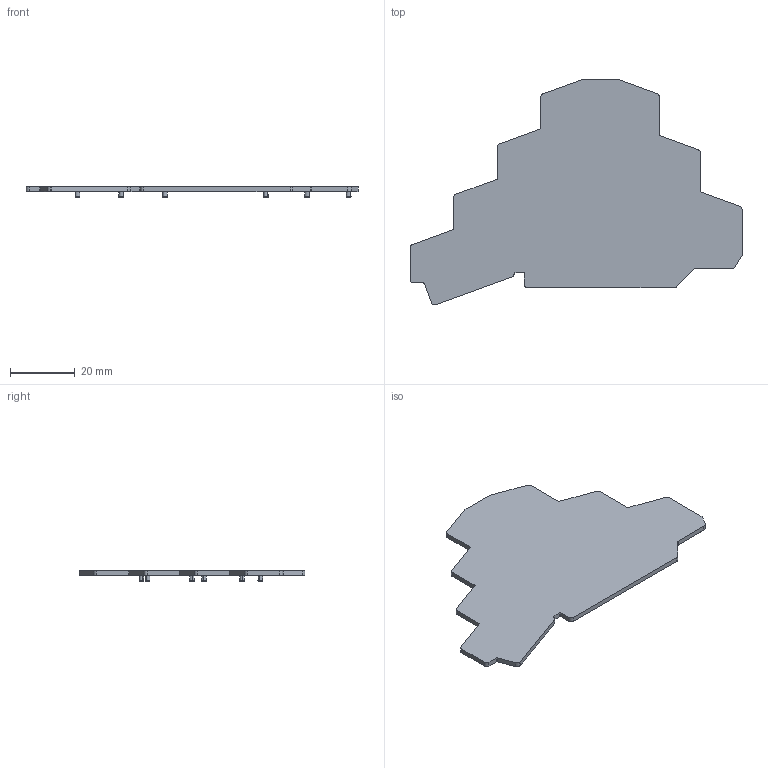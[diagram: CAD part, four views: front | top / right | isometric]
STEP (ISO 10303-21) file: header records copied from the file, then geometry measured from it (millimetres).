
FILE_DESCRIPTION((''),'2;1');
FILE_NAME('ZVMAK25_AP_STEP','2008-08-22T',('Stollb'),(''),'PRO/ENGINEER BY PARAMETRIC TECHNOLOGY CORPORATION, 2007390','PRO/ENGINEER BY PARAMETRIC TECHNOLOGY CORPORATION, 2007390','');
FILE_SCHEMA(('CONFIG_CONTROL_DESIGN'));
Length unit declared in the file: millimetre
Products named in the file (1): ZVMAK25_AP_STEP
Bounding box: 102.64 x 69.8 x 3.3 mm (x, y, z)
Volume: 6579.8 mm3; surface area: 9276 mm2
Topology: 1 solids, 1 shells, 93 faces, 225 edges, 146 vertices
Faces by surface type: plane 40, cone 24, cylinder 17, torus 12
Entity records: 2787 total; most frequent: DIRECTION 517, CARTESIAN_POINT 464, ORIENTED_EDGE 450, EDGE_CURVE 225, AXIS2_PLACEMENT_3D 199, VERTEX_POINT 146, VECTOR 119, LINE 119
